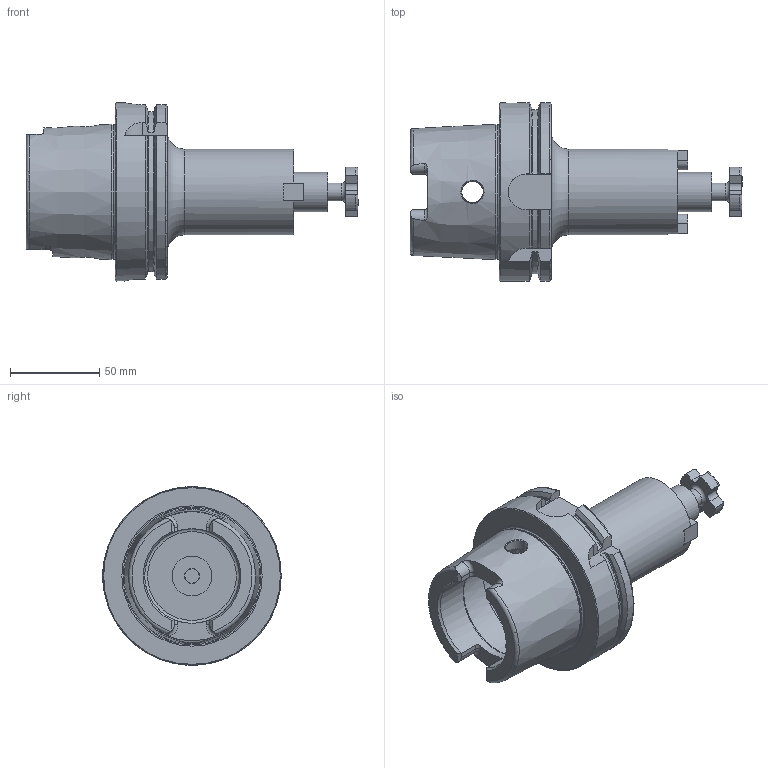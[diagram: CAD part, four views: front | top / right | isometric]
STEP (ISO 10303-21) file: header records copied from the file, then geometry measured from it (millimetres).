
FILE_DESCRIPTION(/* description */ ('','CAx-IF Rec.Pracs.---Representation and Presentation of Product Manufacturing Information (PMI)---4.0---2014-10-13'),/* implementation_level */ '2;1');
FILE_NAME(/* name */ 'ER008C.stp',/* time_stamp */ '2025-02-21T11:53:07+09:00',/* author */ ('eos'),/* organization */ (''),/* preprocessor_version */ 'ST-DEVELOPER v20',/* originating_system */ 'Autodesk Inventor 2025',/* authorisation */ '');
FILE_SCHEMA (('AP242_MANAGED_MODEL_BASED_3D_ENGINEERING_MIM_LF { 1 0 10303 442 1 1 4 }'));
Length unit declared in the file: millimetre
Products named in the file (5): LO-HSK100A-SMA16C-100; HSK63A; SMA22E-DRIVE KEY-SECO; KS B 1003 - M 4 x 12; SMA22-COLLAR BOLT
Assembly tree (4 placements, depth 2):
  LO-HSK100A-SMA16C-100
    HSK63A
    SMA22E-DRIVE KEY-SECO  x2
    SMA22-COLLAR BOLT
  KS B 1003 - M 4 x 12
Bounding box: 186 x 100 x 100 mm (x, y, z)
Volume: 392743.5 mm3; surface area: 69388 mm2
Topology: 6 solids, 6 shells, 205 faces, 528 edges, 345 vertices
Faces by surface type: plane 85, cylinder 61, torus 33, cone 24, bspline 2
Full cylindrical faces by diameter (mm): 3 x4, 3.242 x2, 4 x2, 4.5 x2, 7 x2, 7.5 x2, 8.376 x1, 10 x2, 10.5 x1, 12 x2, 22 x1, 22.376 x1, 25 x1, 48 x1, 53 x2, 63 x1, 75.415 x1, 100 x1
Entity records: 7882 total; most frequent: CARTESIAN_POINT 2366, DIRECTION 1118, ORIENTED_EDGE 934, EDGE_CURVE 467, AXIS2_PLACEMENT_3D 464, VERTEX_POINT 309, CIRCLE 223, STYLED_ITEM 221
